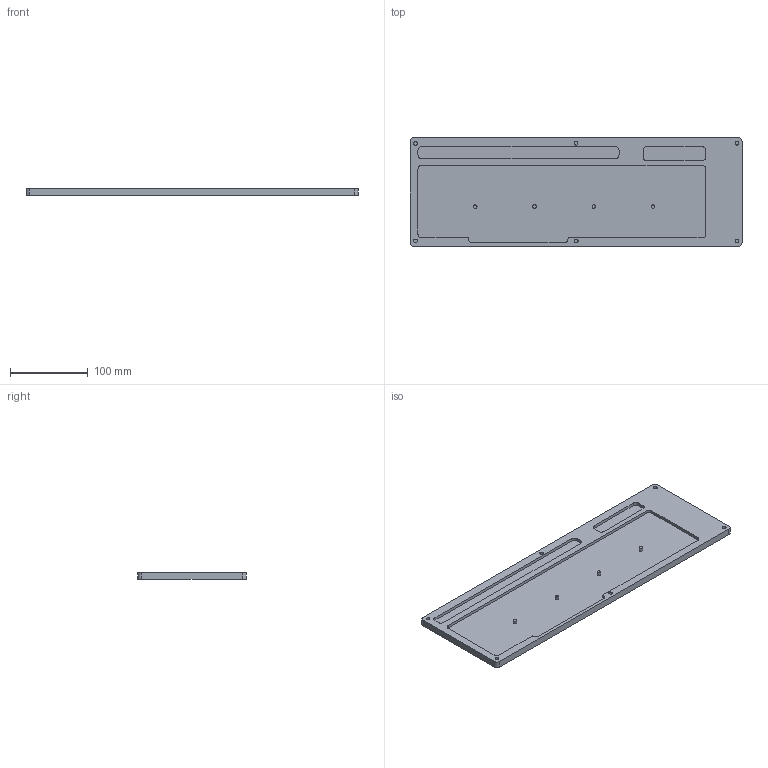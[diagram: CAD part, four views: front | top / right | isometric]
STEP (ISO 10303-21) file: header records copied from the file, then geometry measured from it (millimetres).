
FILE_DESCRIPTION(/* description */ ('STEP AP242','CAx-IF Rec.Pracs.---Representation and Presentation of Product Manufacturing Information (PMI)---4.0---2014-10-13','CAx-IF Rec.Pracs.---3D Tessellated Geometry---0.4---2014-09-14','2;1'),/* implementation_level */ '2;1');
FILE_NAME(/* name */ '686fd0094ea7fb48eb033cab',/* time_stamp */ '2025-07-10T14:36:58Z',/* author */ (''),/* organization */ (''),/* preprocessor_version */ 'ST-DEVELOPER v20',/* originating_system */ 'ONSHAPE BY PTC INC, 1.200',/* authorisation */ ' ');
FILE_SCHEMA (('AP242_MANAGED_MODEL_BASED_3D_ENGINEERING_MIM_LF { 1 0 10303 442 1 1 4 }'));
Length unit declared in the file: metre
Products named in the file (5): Part 4; Part 1; Part 5; Part 2; Part 3
Bounding box: 427.63 x 139.75 x 9 mm (x, y, z)
Volume: 374105.2 mm3; surface area: 136955.8 mm2
Topology: 5 solids, 5 shells, 67 faces, 144 edges, 96 vertices
Faces by surface type: plane 39, cylinder 28
Full cylindrical faces by diameter (mm): 4.5 x4, 4.7 x6
Entity records: 1910 total; most frequent: DIRECTION 334, CARTESIAN_POINT 302, ORIENTED_EDGE 268, EDGE_CURVE 134, AXIS2_PLACEMENT_3D 128, VERTEX_POINT 96, EDGE_LOOP 86, FACE_BOUND 86
